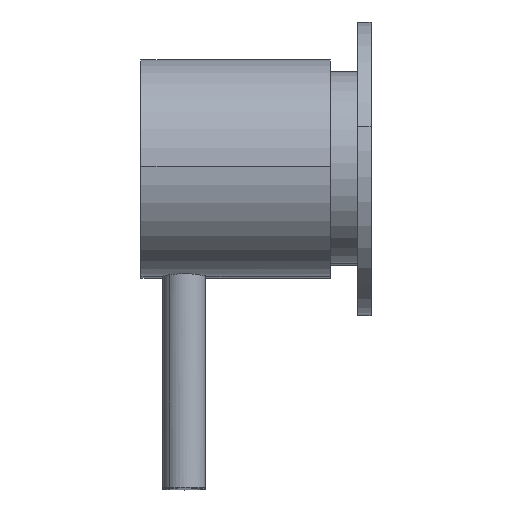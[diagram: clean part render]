
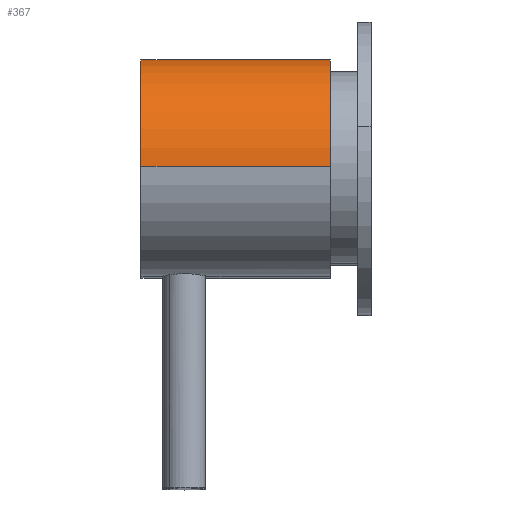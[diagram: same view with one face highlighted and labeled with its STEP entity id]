
A CAD part, top view. The second image highlights one B-rep face of the part: STEP entity #367.
In plain terms, the highlighted cylindrical face has radius 20 mm (diameter 40 mm), a partial arc.
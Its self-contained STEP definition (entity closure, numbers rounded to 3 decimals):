
#10 = DIRECTION ( 'NONE',  ( 0., 0.013, 1. ) ) ;
#133 = DIRECTION ( 'NONE',  ( 1., 0., 0. ) ) ;
#153 = EDGE_CURVE ( 'NONE', #540, #969, #885, .T. ) ;
#194 = EDGE_CURVE ( 'NONE', #472, #969, #948, .T. ) ;
#268 = AXIS2_PLACEMENT_3D ( 'NONE', #429, #841, #641 ) ;
#272 = EDGE_CURVE ( 'NONE', #626, #472, #999, .T. ) ;
#273 = CARTESIAN_POINT ( 'NONE',  ( -56.38, 0.258, 222.739 ) ) ;
#302 = ORIENTED_EDGE ( 'NONE', *, *, #1066, .T. ) ;
#309 = CIRCLE ( 'NONE', #416, 20. ) ;
#332 = CARTESIAN_POINT ( 'NONE',  ( -56.38, 0., 202.741 ) ) ;
#337 = FACE_OUTER_BOUND ( 'NONE', #1091, .T. ) ;
#345 = ORIENTED_EDGE ( 'NONE', *, *, #272, .F. ) ;
#354 = CARTESIAN_POINT ( 'NONE',  ( -56.38, -0.258, 182.742 ) ) ;
#362 = DIRECTION ( 'NONE',  ( 0., 0.013, 1. ) ) ;
#367 = ADVANCED_FACE ( 'NONE', ( #337 ), #411, .T. ) ;
#411 = CYLINDRICAL_SURFACE ( 'NONE', #268, 20. ) ;
#413 = DIRECTION ( 'NONE',  ( 1., 0., 0. ) ) ;
#416 = AXIS2_PLACEMENT_3D ( 'NONE', #444, #440, #362 ) ;
#420 = AXIS2_PLACEMENT_3D ( 'NONE', #332, #133, #10 ) ;
#429 = CARTESIAN_POINT ( 'NONE',  ( -56.38, 0., 202.741 ) ) ;
#440 = DIRECTION ( 'NONE',  ( 1., 0., 0. ) ) ;
#444 = CARTESIAN_POINT ( 'NONE',  ( -91.38, 0., 202.741 ) ) ;
#456 = VECTOR ( 'NONE', #413, 1000. ) ;
#461 = DIRECTION ( 'NONE',  ( 1., 0., 0. ) ) ;
#472 = VERTEX_POINT ( 'NONE', #1114 ) ;
#494 = ORIENTED_EDGE ( 'NONE', *, *, #194, .F. ) ;
#510 = CARTESIAN_POINT ( 'NONE',  ( -56.38, 0.258, 222.739 ) ) ;
#540 = VERTEX_POINT ( 'NONE', #576 ) ;
#576 = CARTESIAN_POINT ( 'NONE',  ( -91.38, 0.258, 222.739 ) ) ;
#626 = VERTEX_POINT ( 'NONE', #964 ) ;
#641 = DIRECTION ( 'NONE',  ( 0., 0.013, 1. ) ) ;
#670 = ORIENTED_EDGE ( 'NONE', *, *, #153, .T. ) ;
#808 = VECTOR ( 'NONE', #461, 1000. ) ;
#841 = DIRECTION ( 'NONE',  ( 1., 0., 0. ) ) ;
#885 = LINE ( 'NONE', #510, #808 ) ;
#948 = CIRCLE ( 'NONE', #420, 20. ) ;
#964 = CARTESIAN_POINT ( 'NONE',  ( -91.38, -0.258, 182.742 ) ) ;
#969 = VERTEX_POINT ( 'NONE', #273 ) ;
#999 = LINE ( 'NONE', #354, #456 ) ;
#1066 = EDGE_CURVE ( 'NONE', #626, #540, #309, .T. ) ;
#1091 = EDGE_LOOP ( 'NONE', ( #345, #302, #670, #494 ) ) ;
#1114 = CARTESIAN_POINT ( 'NONE',  ( -56.38, -0.258, 182.742 ) ) ;
